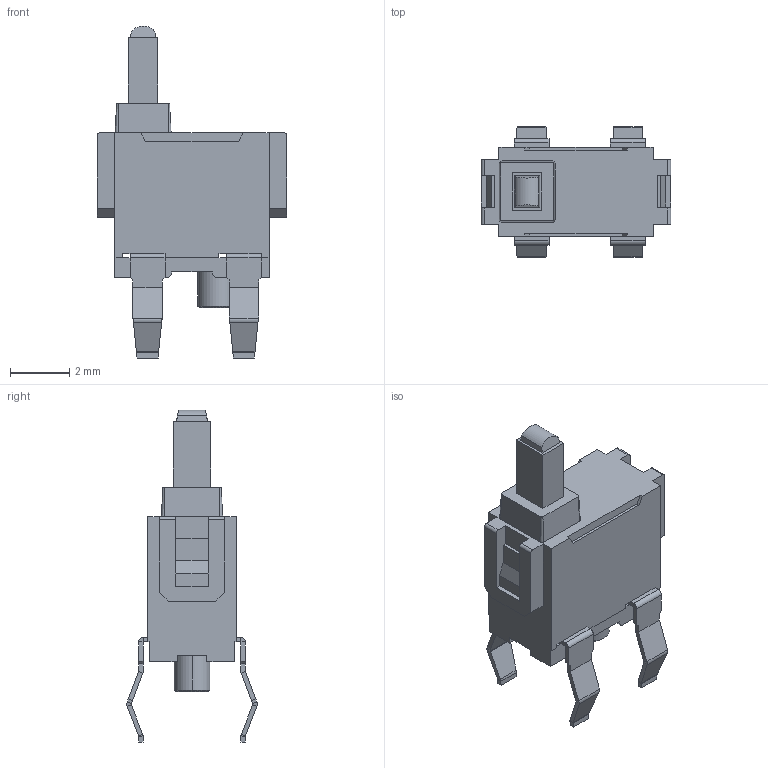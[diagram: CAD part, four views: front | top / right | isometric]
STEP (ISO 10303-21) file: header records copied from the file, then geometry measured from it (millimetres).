
FILE_DESCRIPTION((''),'2;1');
FILE_NAME('DDS001_SW0002_PRT','2016-02-26T',('jtrepler'),(''),'PRO/ENGINEER BY PARAMETRIC TECHNOLOGY CORPORATION, 2011410','PRO/ENGINEER BY PARAMETRIC TECHNOLOGY CORPORATION, 2011410','');
FILE_SCHEMA(('AUTOMOTIVE_DESIGN_CC2 { 1 2 10303 214 -1 1 5 2 }'));
Length unit declared in the file: inch
Products named in the file (1): DDS001_SW0002_PRT
Bounding box: 6.4 x 4.4 x 11.2 mm (x, y, z)
Volume: 89.1 mm3; surface area: 200.1 mm2
Topology: 1 solids, 1 shells, 262 faces, 662 edges, 398 vertices
Faces by surface type: plane 213, cylinder 27, bspline 16, cone 6
Entity records: 8150 total; most frequent: CARTESIAN_POINT 1973, ORIENTED_EDGE 1324, DIRECTION 1150, EDGE_CURVE 662, VECTOR 598, LINE 598, VERTEX_POINT 398, AXIS2_PLACEMENT_3D 276
